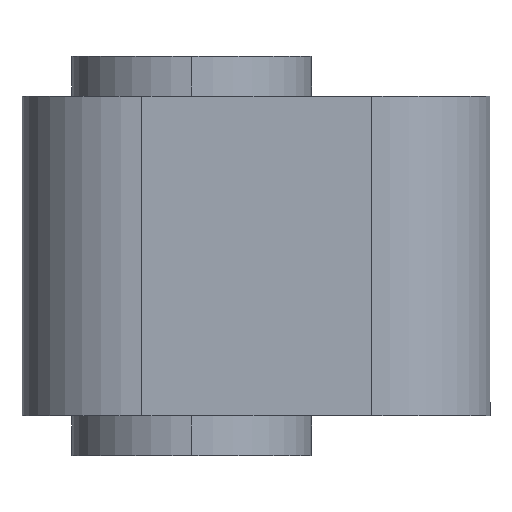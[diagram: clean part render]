
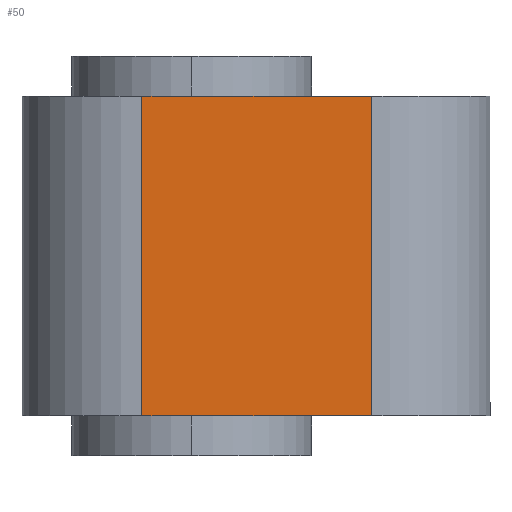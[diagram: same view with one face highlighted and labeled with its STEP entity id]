
A CAD part, left-side view. The second image highlights one B-rep face of the part: STEP entity #50.
In plain terms, the highlighted planar face has unit normal (-1, 0, 0).
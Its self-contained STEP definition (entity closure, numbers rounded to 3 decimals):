
#6 = VECTOR ( 'NONE', #347, 1000. ) ;
#18 = LINE ( 'NONE', #349, #6 ) ;
#24 = VECTOR ( 'NONE', #375, 1000. ) ;
#31 = VECTOR ( 'NONE', #401, 1000. ) ;
#34 = LINE ( 'NONE', #405, #31 ) ;
#45 = LINE ( 'NONE', #371, #24 ) ;
#50 = ADVANCED_FACE ( 'NONE', ( #280 ), #870, .T. ) ;
#77 = VECTOR ( 'NONE', #452, 1000. ) ;
#83 = LINE ( 'NONE', #495, #77 ) ;
#128 = CARTESIAN_POINT ( 'NONE',  ( -6., 0., 8. ) ) ;
#138 = VECTOR ( 'NONE', #664, 1000. ) ;
#140 = LINE ( 'NONE', #690, #138 ) ;
#162 = DIRECTION ( 'NONE',  ( 0., 1., 0. ) ) ;
#170 = CARTESIAN_POINT ( 'NONE',  ( -6., 2.5, -8. ) ) ;
#174 = CARTESIAN_POINT ( 'NONE',  ( -6., 2.5, 8. ) ) ;
#178 = CARTESIAN_POINT ( 'NONE',  ( -6., -9., -8. ) ) ;
#188 = LINE ( 'NONE', #128, #194 ) ;
#189 = CARTESIAN_POINT ( 'NONE',  ( -6., 0., -8. ) ) ;
#194 = VECTOR ( 'NONE', #162, 1000. ) ;
#199 = CARTESIAN_POINT ( 'NONE',  ( -6., -9., 8. ) ) ;
#280 = FACE_OUTER_BOUND ( 'NONE', #307, .T. ) ;
#290 = CARTESIAN_POINT ( 'NONE',  ( -6., 0., 8. ) ) ;
#307 = EDGE_LOOP ( 'NONE', ( #469, #476, #479, #480, #485, #492 ) ) ;
#328 = VERTEX_POINT ( 'NONE', #290 ) ;
#346 = VERTEX_POINT ( 'NONE', #199 ) ;
#347 = DIRECTION ( 'NONE',  ( 0., 1., 0. ) ) ;
#349 = CARTESIAN_POINT ( 'NONE',  ( -6., 0., -8. ) ) ;
#350 = VERTEX_POINT ( 'NONE', #189 ) ;
#359 = VERTEX_POINT ( 'NONE', #178 ) ;
#368 = VERTEX_POINT ( 'NONE', #174 ) ;
#371 = CARTESIAN_POINT ( 'NONE',  ( -6., 0., -8. ) ) ;
#375 = DIRECTION ( 'NONE',  ( 0., 1., 0. ) ) ;
#384 = VERTEX_POINT ( 'NONE', #170 ) ;
#391 = AXIS2_PLACEMENT_3D ( 'NONE', #872, #868, #866 ) ;
#401 = DIRECTION ( 'NONE',  ( 0., 1., 0. ) ) ;
#405 = CARTESIAN_POINT ( 'NONE',  ( -6., 0., 8. ) ) ;
#451 = EDGE_CURVE ( 'NONE', #346, #328, #188, .T. ) ;
#452 = DIRECTION ( 'NONE',  ( 0., 0., -1. ) ) ;
#469 = ORIENTED_EDGE ( 'NONE', *, *, #805, .F. ) ;
#476 = ORIENTED_EDGE ( 'NONE', *, *, #663, .F. ) ;
#479 = ORIENTED_EDGE ( 'NONE', *, *, #451, .T. ) ;
#480 = ORIENTED_EDGE ( 'NONE', *, *, #779, .T. ) ;
#485 = ORIENTED_EDGE ( 'NONE', *, *, #744, .T. ) ;
#492 = ORIENTED_EDGE ( 'NONE', *, *, #787, .F. ) ;
#495 = CARTESIAN_POINT ( 'NONE',  ( -6., 2.5, 8. ) ) ;
#663 = EDGE_CURVE ( 'NONE', #346, #359, #140, .T. ) ;
#664 = DIRECTION ( 'NONE',  ( 0., 0., -1. ) ) ;
#690 = CARTESIAN_POINT ( 'NONE',  ( -6., -9., 8. ) ) ;
#744 = EDGE_CURVE ( 'NONE', #368, #384, #83, .T. ) ;
#779 = EDGE_CURVE ( 'NONE', #328, #368, #34, .T. ) ;
#787 = EDGE_CURVE ( 'NONE', #350, #384, #45, .T. ) ;
#805 = EDGE_CURVE ( 'NONE', #359, #350, #18, .T. ) ;
#866 = DIRECTION ( 'NONE',  ( 0., 0., 1. ) ) ;
#868 = DIRECTION ( 'NONE',  ( -1., 0., 0. ) ) ;
#870 = PLANE ( 'NONE',  #391 ) ;
#872 = CARTESIAN_POINT ( 'NONE',  ( -6., 0., 8. ) ) ;
